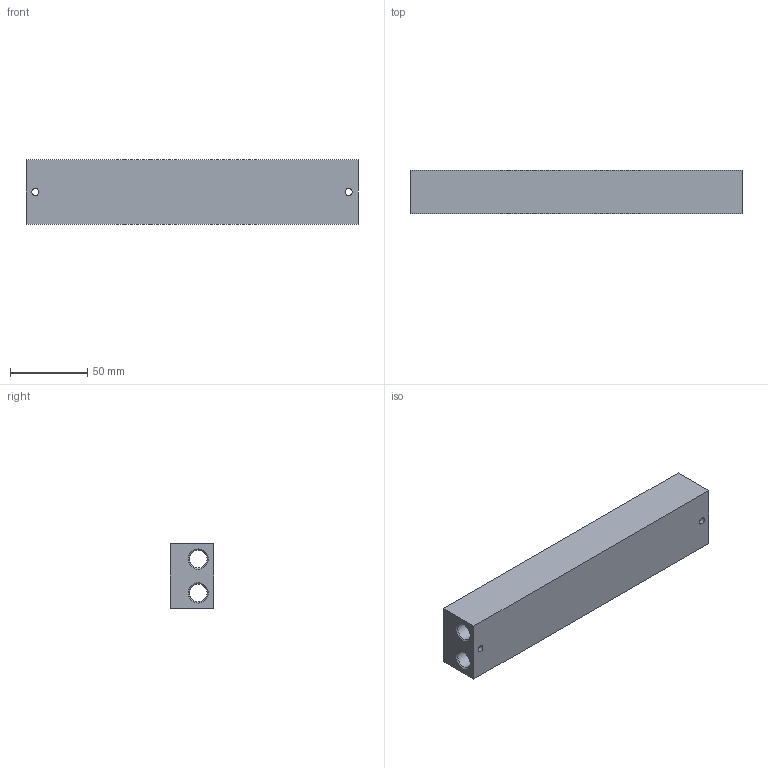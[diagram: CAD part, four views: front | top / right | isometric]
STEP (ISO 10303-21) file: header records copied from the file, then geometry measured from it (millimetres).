
FILE_DESCRIPTION( ( 'STEP AP203' ), '1' );
FILE_NAME( 'MVSC-220-3B8-G.stp', '2020-07-02T14:04:49', ( 'License CC BY-ND 4.0' ), ( 'CADENAS' ), ' ', 'PARTsolutions', ' ' );
FILE_SCHEMA( ( 'CONFIG_CONTROL_DESIGN' ) );
Length unit declared in the file: millimetre
Products named in the file (1): _MVSC-220-3B8-G
Bounding box: 215 x 28 x 42 mm (x, y, z)
Volume: 190627.4 mm3; surface area: 53416.1 mm2
Topology: 1 solids, 1 shells, 78 faces, 178 edges, 118 vertices
Faces by surface type: plane 38, cylinder 36, cone 4
Full cylindrical faces by diameter (mm): 2.4 x16, 4.5 x2, 10 x16, 11.445 x2
Entity records: 2896 total; most frequent: CARTESIAN_POINT 1243, DIRECTION 338, ORIENTED_EDGE 240, EDGE_LOOP 174, AXIS2_PLACEMENT_3D 155, EDGE_CURVE 120, FACE_OUTER_BOUND 114, VERTEX_POINT 100
